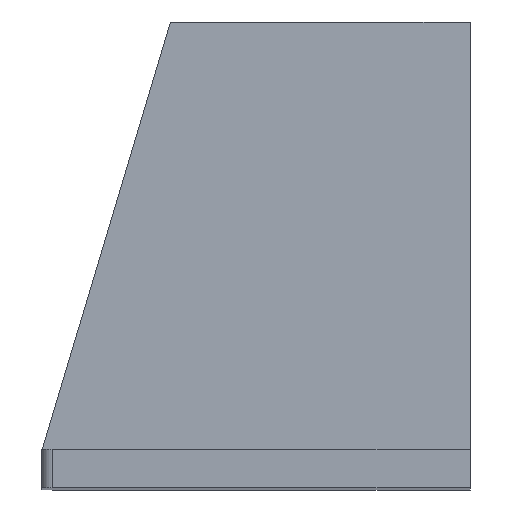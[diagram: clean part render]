
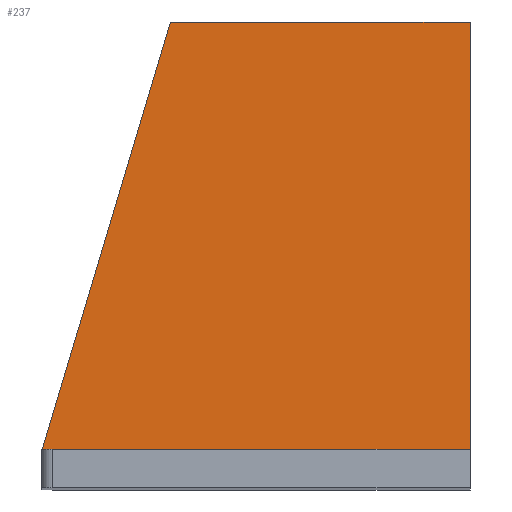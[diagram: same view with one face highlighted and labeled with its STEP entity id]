
A CAD part, top view. The second image highlights one B-rep face of the part: STEP entity #237.
In plain terms, the highlighted planar face has unit normal (0, 0.013, 1).
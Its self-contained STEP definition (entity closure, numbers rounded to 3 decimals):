
#35=FACE_OUTER_BOUND('',#49,.T.);
#49=EDGE_LOOP('',(#171,#172,#173,#174));
#61=LINE('',#374,#87);
#65=LINE('',#383,#91);
#69=LINE('',#390,#95);
#70=LINE('',#391,#96);
#87=VECTOR('',#303,10.);
#91=VECTOR('',#309,10.);
#95=VECTOR('',#315,10.);
#96=VECTOR('',#316,10.);
#113=VERTEX_POINT('',#372);
#114=VERTEX_POINT('',#373);
#117=VERTEX_POINT('',#381);
#118=VERTEX_POINT('',#382);
#133=EDGE_CURVE('',#113,#114,#61,.T.);
#137=EDGE_CURVE('',#117,#118,#65,.T.);
#141=EDGE_CURVE('',#117,#113,#69,.T.);
#142=EDGE_CURVE('',#118,#114,#70,.T.);
#171=ORIENTED_EDGE('',*,*,#137,.F.);
#172=ORIENTED_EDGE('',*,*,#141,.T.);
#173=ORIENTED_EDGE('',*,*,#133,.T.);
#174=ORIENTED_EDGE('',*,*,#142,.F.);
#225=PLANE('',#278);
#237=ADVANCED_FACE('',(#35),#225,.F.);
#278=AXIS2_PLACEMENT_3D('',#389,#313,#314);
#303=DIRECTION('',(-1.,0.,0.));
#309=DIRECTION('',(-1.,0.,0.));
#313=DIRECTION('center_axis',(0.,-0.013,-1.));
#314=DIRECTION('ref_axis',(-1.,0.,0.));
#315=DIRECTION('',(0.,1.,-0.013));
#316=DIRECTION('',(0.287,0.958,-0.013));
#372=CARTESIAN_POINT('',(100.,200.,6.3));
#373=CARTESIAN_POINT('',(-40.,200.,6.3));
#374=CARTESIAN_POINT('',(100.,200.,6.3));
#381=CARTESIAN_POINT('',(100.,0.,9.));
#382=CARTESIAN_POINT('',(-100.,0.,9.));
#383=CARTESIAN_POINT('',(100.,0.,9.));
#389=CARTESIAN_POINT('Origin',(100.,0.,9.));
#390=CARTESIAN_POINT('',(100.,0.,9.));
#391=CARTESIAN_POINT('',(-100.,0.,9.));
